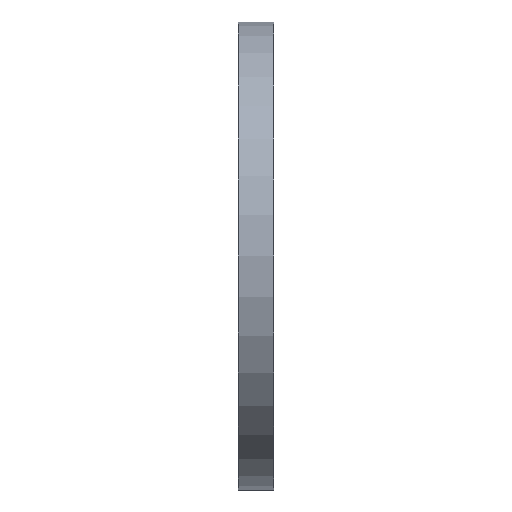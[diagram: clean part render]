
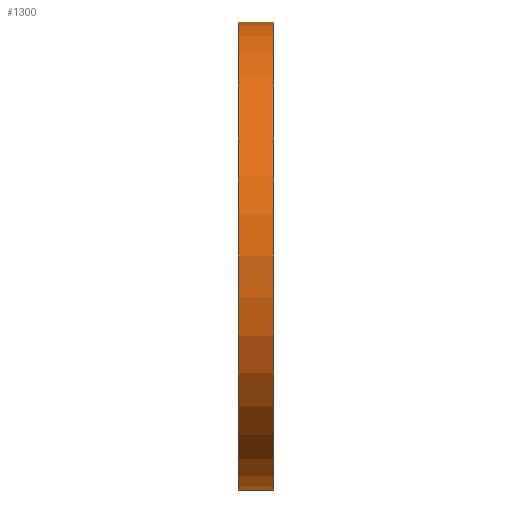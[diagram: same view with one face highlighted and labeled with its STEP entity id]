
A CAD part, left-side view. The second image highlights one B-rep face of the part: STEP entity #1300.
In plain terms, the highlighted cylindrical face has radius 40 mm (diameter 80 mm), a partial arc.
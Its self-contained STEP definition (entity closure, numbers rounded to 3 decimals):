
#16 = LINE ( 'NONE', #6498, #1506 ) ;
#273 = CARTESIAN_POINT ( 'NONE',  ( 0., 6., 40. ) ) ;
#300 = AXIS2_PLACEMENT_3D ( 'NONE', #13012, #13075, #1961 ) ;
#1155 = CIRCLE ( 'NONE', #4310, 40. ) ;
#1300 = ADVANCED_FACE ( 'NONE', ( #3213 ), #12772, .T. ) ;
#1438 = CARTESIAN_POINT ( 'NONE',  ( 0., 0., -40. ) ) ;
#1506 = VECTOR ( 'NONE', #3518, 1000. ) ;
#1507 = ORIENTED_EDGE ( 'NONE', *, *, #6317, .F. ) ;
#1534 = DIRECTION ( 'NONE',  ( 0., 1., 0. ) ) ;
#1604 = DIRECTION ( 'NONE',  ( 0., 0., 1. ) ) ;
#1961 = DIRECTION ( 'NONE',  ( 0., 0., -1. ) ) ;
#2379 = DIRECTION ( 'NONE',  ( 0., 0., 1. ) ) ;
#2656 = AXIS2_PLACEMENT_3D ( 'NONE', #3130, #1534, #1604 ) ;
#2825 = VERTEX_POINT ( 'NONE', #1438 ) ;
#3130 = CARTESIAN_POINT ( 'NONE',  ( 0., 0., 0. ) ) ;
#3213 = FACE_OUTER_BOUND ( 'NONE', #16975, .T. ) ;
#3518 = DIRECTION ( 'NONE',  ( 0., -1., 0. ) ) ;
#4231 = EDGE_CURVE ( 'NONE', #2825, #6467, #6261, .T. ) ;
#4310 = AXIS2_PLACEMENT_3D ( 'NONE', #9495, #17876, #2379 ) ;
#4605 = CARTESIAN_POINT ( 'NONE',  ( 0., 6., -40. ) ) ;
#6261 = CIRCLE ( 'NONE', #2656, 40. ) ;
#6317 = EDGE_CURVE ( 'NONE', #7815, #6467, #12937, .T. ) ;
#6467 = VERTEX_POINT ( 'NONE', #16592 ) ;
#6498 = CARTESIAN_POINT ( 'NONE',  ( 0., 6., -40. ) ) ;
#7815 = VERTEX_POINT ( 'NONE', #273 ) ;
#8107 = CARTESIAN_POINT ( 'NONE',  ( 0., 6., 40. ) ) ;
#8814 = VECTOR ( 'NONE', #13809, 1000. ) ;
#9354 = ORIENTED_EDGE ( 'NONE', *, *, #9526, .F. ) ;
#9495 = CARTESIAN_POINT ( 'NONE',  ( 0., 6., 0. ) ) ;
#9526 = EDGE_CURVE ( 'NONE', #15845, #7815, #1155, .T. ) ;
#12772 = CYLINDRICAL_SURFACE ( 'NONE', #300, 40. ) ;
#12937 = LINE ( 'NONE', #8107, #8814 ) ;
#13012 = CARTESIAN_POINT ( 'NONE',  ( 0., 6., 0. ) ) ;
#13075 = DIRECTION ( 'NONE',  ( 0., -1., 0. ) ) ;
#13354 = EDGE_CURVE ( 'NONE', #15845, #2825, #16, .T. ) ;
#13809 = DIRECTION ( 'NONE',  ( 0., -1., 0. ) ) ;
#15845 = VERTEX_POINT ( 'NONE', #4605 ) ;
#16592 = CARTESIAN_POINT ( 'NONE',  ( 0., 0., 40. ) ) ;
#16975 = EDGE_LOOP ( 'NONE', ( #1507, #9354, #17301, #17216 ) ) ;
#17216 = ORIENTED_EDGE ( 'NONE', *, *, #4231, .T. ) ;
#17301 = ORIENTED_EDGE ( 'NONE', *, *, #13354, .T. ) ;
#17876 = DIRECTION ( 'NONE',  ( 0., 1., 0. ) ) ;
